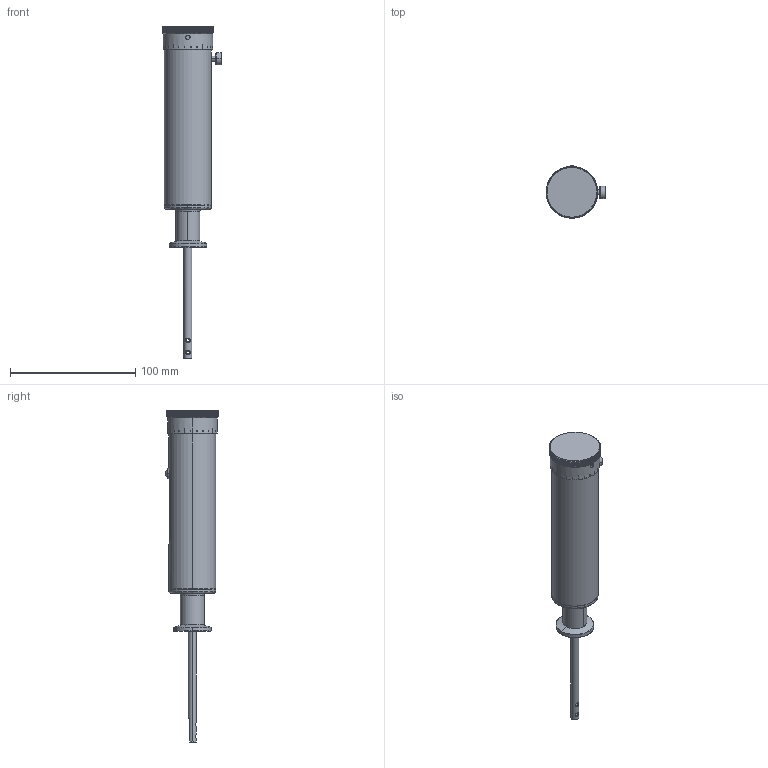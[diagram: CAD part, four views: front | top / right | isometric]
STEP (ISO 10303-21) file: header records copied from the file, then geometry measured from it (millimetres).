
FILE_DESCRIPTION (( 'STEP AP203' ), '1' );
FILE_NAME ('102260.stp', '2016-01-11T15:18:07', ( '' ), ( '' ), 'SwSTEP 2.0', 'SolidWorks 2012', '' );
FILE_SCHEMA (( 'CONFIG_CONTROL_DESIGN' ));
Length unit declared in the file: centimetre
Products named in the file (1): 102260
Bounding box: 47.84 x 41.82 x 265.44 mm (x, y, z)
Volume: 175165.4 mm3; surface area: 25733.5 mm2
Topology: 1 solids, 1 shells, 1398 faces, 3996 edges, 2642 vertices
Faces by surface type: plane 862, cylinder 346, bspline 160, cone 30
Entity records: 72107 total; most frequent: CARTESIAN_POINT 38985, ORIENTED_EDGE 7980, DIRECTION 5375, EDGE_CURVE 3990, VERTEX_POINT 2642, AXIS2_PLACEMENT_3D 1997, B_SPLINE_CURVE_WITH_KNOTS 1848, EDGE_LOOP 1450
